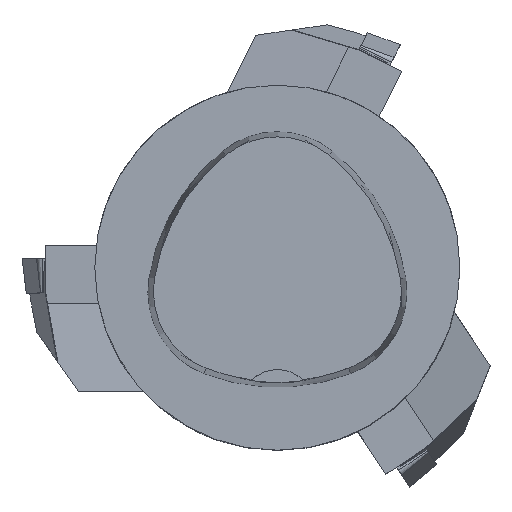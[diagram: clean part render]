
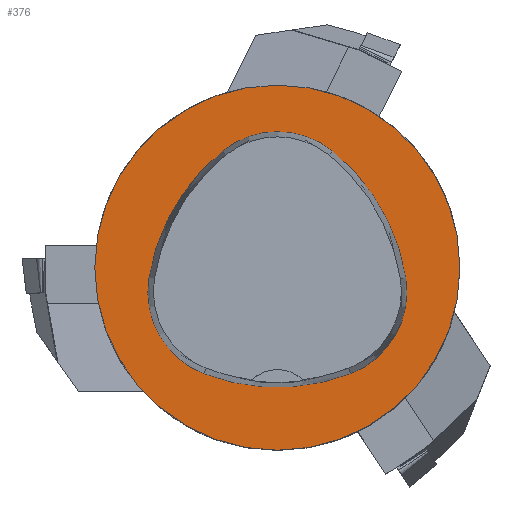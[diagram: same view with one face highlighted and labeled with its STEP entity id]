
A CAD part, top view. The second image highlights one B-rep face of the part: STEP entity #376.
In plain terms, the highlighted planar face has unit normal (0, 0, 1).
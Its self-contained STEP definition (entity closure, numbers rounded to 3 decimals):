
#172=PLANE('',#2166);
#376=ADVANCED_FACE('',(#559,#560),#172,.T.);
#493=CIRCLE('',#2138,25.);
#494=CIRCLE('',#2144,28.);
#496=CIRCLE('',#2147,12.);
#498=CIRCLE('',#2150,28.);
#500=CIRCLE('',#2153,12.);
#504=CIRCLE('',#2158,28.);
#506=CIRCLE('',#2161,12.);
#559=FACE_BOUND('',#606,.T.);
#560=FACE_BOUND('',#607,.T.);
#606=EDGE_LOOP('',(#806,#807,#808,#809,#810,#811));
#607=EDGE_LOOP('',(#812));
#806=ORIENTED_EDGE('',*,*,#1488,.T.);
#807=ORIENTED_EDGE('',*,*,#1468,.T.);
#808=ORIENTED_EDGE('',*,*,#1472,.T.);
#809=ORIENTED_EDGE('',*,*,#1475,.T.);
#810=ORIENTED_EDGE('',*,*,#1478,.T.);
#811=ORIENTED_EDGE('',*,*,#1486,.T.);
#812=ORIENTED_EDGE('',*,*,#1459,.F.);
#1281=VERTEX_POINT('',#2961);
#1290=VERTEX_POINT('',#2980);
#1291=VERTEX_POINT('',#2981);
#1294=VERTEX_POINT('',#2989);
#1296=VERTEX_POINT('',#2995);
#1298=VERTEX_POINT('',#3001);
#1305=VERTEX_POINT('',#3022);
#1459=EDGE_CURVE('',#1281,#1281,#493,.T.);
#1468=EDGE_CURVE('',#1290,#1291,#494,.T.);
#1472=EDGE_CURVE('',#1291,#1294,#496,.T.);
#1475=EDGE_CURVE('',#1294,#1296,#498,.T.);
#1478=EDGE_CURVE('',#1296,#1298,#500,.T.);
#1486=EDGE_CURVE('',#1298,#1305,#504,.T.);
#1488=EDGE_CURVE('',#1305,#1290,#506,.T.);
#2138=AXIS2_PLACEMENT_3D('',#2960,#2370,#2371);
#2144=AXIS2_PLACEMENT_3D('',#2979,#2386,#2387);
#2147=AXIS2_PLACEMENT_3D('',#2988,#2394,#2395);
#2150=AXIS2_PLACEMENT_3D('',#2994,#2401,#2402);
#2153=AXIS2_PLACEMENT_3D('',#3000,#2408,#2409);
#2158=AXIS2_PLACEMENT_3D('',#3023,#2420,#2421);
#2161=AXIS2_PLACEMENT_3D('',#3026,#2426,#2427);
#2166=AXIS2_PLACEMENT_3D('',#3031,#2436,#2437);
#2370=DIRECTION('',(0.,0.,-1.));
#2371=DIRECTION('',(-1.,0.,0.));
#2386=DIRECTION('',(0.,0.,-1.));
#2387=DIRECTION('',(-1.,0.,0.));
#2394=DIRECTION('',(0.,0.,-1.));
#2395=DIRECTION('',(-1.,0.,0.));
#2401=DIRECTION('',(0.,0.,-1.));
#2402=DIRECTION('',(-1.,0.,0.));
#2408=DIRECTION('',(0.,0.,-1.));
#2409=DIRECTION('',(-1.,0.,0.));
#2420=DIRECTION('',(0.,0.,-1.));
#2421=DIRECTION('',(-1.,0.,0.));
#2426=DIRECTION('',(0.,0.,-1.));
#2427=DIRECTION('',(-1.,0.,0.));
#2436=DIRECTION('',(0.,0.,1.));
#2437=DIRECTION('',(1.,0.,0.));
#2960=CARTESIAN_POINT('',(0.,0.,0.));
#2961=CARTESIAN_POINT('',(-25.,0.,0.));
#2979=CARTESIAN_POINT('',(10.068,-5.824,0.));
#2980=CARTESIAN_POINT('',(-17.584,-1.424,0.));
#2981=CARTESIAN_POINT('',(-7.531,15.953,0.));
#2988=CARTESIAN_POINT('',(0.011,6.62,0.));
#2989=CARTESIAN_POINT('',(7.567,15.942,0.));
#2994=CARTESIAN_POINT('',(-10.063,-5.81,0.));
#2995=CARTESIAN_POINT('',(17.59,-1.418,0.));
#3000=CARTESIAN_POINT('',(5.739,-3.3,0.));
#3001=CARTESIAN_POINT('',(10.05,-14.499,0.));
#3022=CARTESIAN_POINT('',(-10.025,-14.516,0.));
#3023=CARTESIAN_POINT('',(-0.01,11.631,0.));
#3026=CARTESIAN_POINT('',(-5.733,-3.31,0.));
#3031=CARTESIAN_POINT('',(0.,0.,0.));
